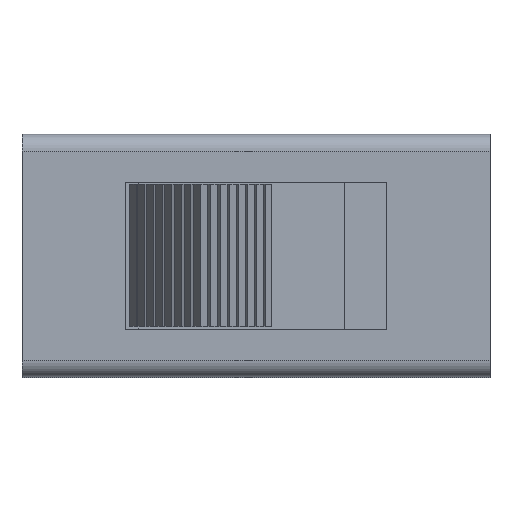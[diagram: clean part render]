
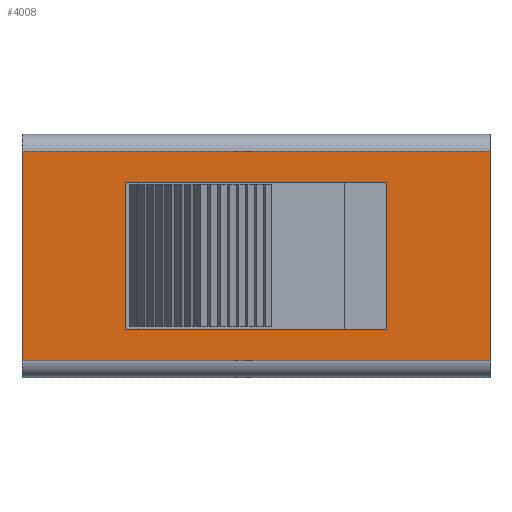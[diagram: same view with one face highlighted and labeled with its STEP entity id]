
A CAD part, top view. The second image highlights one B-rep face of the part: STEP entity #4008.
In plain terms, the highlighted planar face has unit normal (0, 0, 1).
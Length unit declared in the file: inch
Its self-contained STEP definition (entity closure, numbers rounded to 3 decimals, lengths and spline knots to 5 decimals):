
#160=FACE_BOUND('',#503,.T.);
#290=FACE_OUTER_BOUND('',#502,.T.);
#502=EDGE_LOOP('',(#3215,#3216,#3217,#3218));
#503=EDGE_LOOP('',(#3219,#3220,#3221,#3222));
#878=LINE('',#6580,#1363);
#879=LINE('',#6583,#1364);
#886=LINE('',#6600,#1371);
#887=LINE('',#6601,#1372);
#888=LINE('',#6604,#1373);
#889=LINE('',#6606,#1374);
#890=LINE('',#6608,#1375);
#891=LINE('',#6609,#1376);
#1363=VECTOR('',#4938,0.3937);
#1364=VECTOR('',#4941,0.3937);
#1371=VECTOR('',#4954,0.3937);
#1372=VECTOR('',#4955,0.3937);
#1373=VECTOR('',#4956,0.3937);
#1374=VECTOR('',#4957,0.3937);
#1375=VECTOR('',#4958,0.3937);
#1376=VECTOR('',#4959,0.3937);
#1822=VERTEX_POINT('',#6573);
#1825=VERTEX_POINT('',#6578);
#1826=VERTEX_POINT('',#6582);
#1833=VERTEX_POINT('',#6599);
#1834=VERTEX_POINT('',#6602);
#1835=VERTEX_POINT('',#6603);
#1836=VERTEX_POINT('',#6605);
#1837=VERTEX_POINT('',#6607);
#2324=EDGE_CURVE('',#1825,#1822,#878,.T.);
#2325=EDGE_CURVE('',#1822,#1826,#879,.T.);
#2334=EDGE_CURVE('',#1833,#1825,#886,.T.);
#2335=EDGE_CURVE('',#1826,#1833,#887,.T.);
#2336=EDGE_CURVE('',#1834,#1835,#888,.T.);
#2337=EDGE_CURVE('',#1835,#1836,#889,.T.);
#2338=EDGE_CURVE('',#1836,#1837,#890,.T.);
#2339=EDGE_CURVE('',#1837,#1834,#891,.T.);
#3215=ORIENTED_EDGE('',*,*,#2324,.F.);
#3216=ORIENTED_EDGE('',*,*,#2334,.F.);
#3217=ORIENTED_EDGE('',*,*,#2335,.F.);
#3218=ORIENTED_EDGE('',*,*,#2325,.F.);
#3219=ORIENTED_EDGE('',*,*,#2336,.T.);
#3220=ORIENTED_EDGE('',*,*,#2337,.T.);
#3221=ORIENTED_EDGE('',*,*,#2338,.T.);
#3222=ORIENTED_EDGE('',*,*,#2339,.T.);
#3811=PLANE('',#4267);
#4008=ADVANCED_FACE('',(#290,#160),#3811,.T.);
#4267=AXIS2_PLACEMENT_3D('',#6598,#4952,#4953);
#4938=DIRECTION('',(1.,0.,0.));
#4941=DIRECTION('',(0.,-1.,0.));
#4952=DIRECTION('center_axis',(0.,0.,
1.));
#4953=DIRECTION('ref_axis',(1.,0.,0.));
#4954=DIRECTION('',(0.,1.,0.));
#4955=DIRECTION('',(-1.,0.,0.));
#4956=DIRECTION('',(0.,-1.,0.));
#4957=DIRECTION('',(-1.,0.,0.));
#4958=DIRECTION('',(0.,1.,0.));
#4959=DIRECTION('',(1.,0.,0.));
#6573=CARTESIAN_POINT('',(0.25,0.11181,0.25394));
#6578=CARTESIAN_POINT('',(-0.25,0.11181,0.25394));
#6580=CARTESIAN_POINT('',(-0.125,0.11181,0.25394));
#6582=CARTESIAN_POINT('',(0.25,-0.11181,0.25394));
#6583=CARTESIAN_POINT('',(0.25,0.12992,0.25394));
#6598=CARTESIAN_POINT('Origin',(0.,0.,
0.25394));
#6599=CARTESIAN_POINT('',(-0.25,-0.11181,0.25394));
#6600=CARTESIAN_POINT('',(-0.25,-0.12992,0.25394));
#6601=CARTESIAN_POINT('',(0.125,-0.11181,0.25394));
#6602=CARTESIAN_POINT('',(0.13976,0.07874,0.25394));
#6603=CARTESIAN_POINT('',(0.13976,-0.07874,0.25394));
#6604=CARTESIAN_POINT('',(0.13976,0.03937,0.25394));
#6605=CARTESIAN_POINT('',(-0.13976,-0.07874,0.25394));
#6606=CARTESIAN_POINT('',(0.06988,-0.07874,0.25394));
#6607=CARTESIAN_POINT('',(-0.13976,0.07874,0.25394));
#6608=CARTESIAN_POINT('',(-0.13976,-0.03937,0.25394));
#6609=CARTESIAN_POINT('',(-0.06988,0.07874,0.25394));
